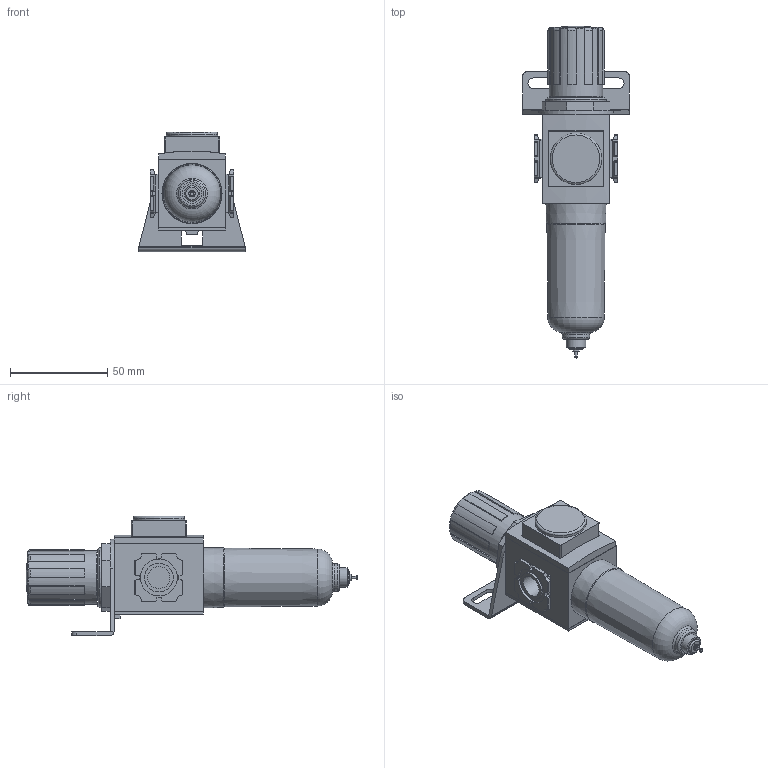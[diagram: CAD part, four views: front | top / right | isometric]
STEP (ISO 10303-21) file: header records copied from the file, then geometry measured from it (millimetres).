
FILE_DESCRIPTION(/* description */ ('STEP AP203'),/* implementation_level */ '2;1');
FILE_NAME(/* name */ 'EAW2000-02F2',/* time_stamp */ '2024-05-17T11:41:10+02:00',/* author */ ('License CC BY-ND 4.0'),/* organization */ ('CADENAS'),/* preprocessor_version */ 'ST-DEVELOPER v19.3',/* originating_system */ 'PARTsolutions',/* authorisation */ ' ');
FILE_SCHEMA (('CONFIG_CONTROL_DESIGN'));
Length unit declared in the file: millimetre
Products named in the file (2): EAW2000-02F2; EAW2000-02F2-body
Assembly tree (1 placements, depth 2):
  EAW2000-02F2
    EAW2000-02F2-body
Bounding box: 55 x 171.09 x 61.6 mm (x, y, z)
Volume: 154369.2 mm3; surface area: 28249 mm2
Topology: 1 solids, 1 shells, 346 faces, 936 edges, 614 vertices
Faces by surface type: plane 276, cylinder 54, torus 8, cone 7, sphere 1
Full cylindrical faces by diameter (mm): 1.1 x1, 1.8 x1, 3.372 x1, 8 x1, 10 x1, 11.445 x2, 14.8 x2, 19 x2, 23.7 x1, 26.5 x1, 27.64 x1, 31 x1
Entity records: 10664 total; most frequent: CARTESIAN_POINT 1861, ORIENTED_EDGE 1804, DIRECTION 1783, EDGE_CURVE 902, LINE 717, VECTOR 717, VERTEX_POINT 611, AXIS2_PLACEMENT_3D 533
